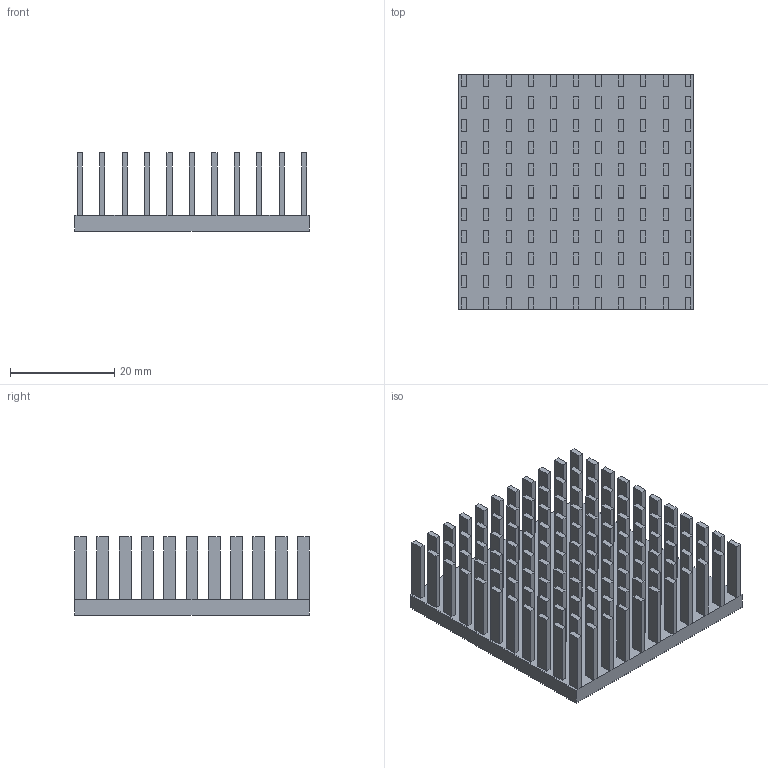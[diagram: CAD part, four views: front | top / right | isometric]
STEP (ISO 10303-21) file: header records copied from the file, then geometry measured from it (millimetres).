
FILE_DESCRIPTION(('FreeCAD Model'),'2;1');
FILE_NAME('Open CASCADE Shape Model','2022-07-08T12:51:32',( 'kicad StepUp'),('ksu MCAD'),'Open CASCADE STEP processor 7.5', 'FreeCAD','Unknown');
FILE_SCHEMA(('AUTOMOTIVE_DESIGN { 1 0 10303 214 1 1 1 1 }'));
Length unit declared in the file: millimetre
Products named in the file (1): heatsink_45x45
Bounding box: 45 x 45 x 15 mm (x, y, z)
Volume: 9414.6 mm3; surface area: 14173.2 mm2
Topology: 1 solids, 1 shells, 611 faces, 1486 edges, 976 vertices
Faces by surface type: plane 611
Entity records: 17470 total; most frequent: CARTESIAN_POINT 3074, ORIENTED_EDGE 2972, DIRECTION 2710, EDGE_CURVE 1486, LINE 1486, VECTOR 1486, VERTEX_POINT 976, FACE_BOUND 710
